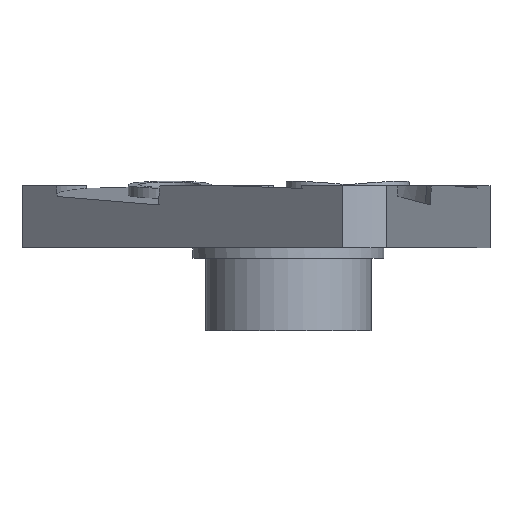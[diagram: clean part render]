
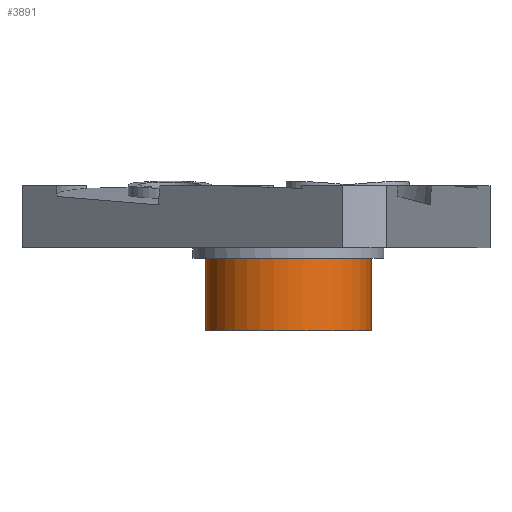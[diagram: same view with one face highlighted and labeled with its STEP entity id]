
A CAD part, left-side view. The second image highlights one B-rep face of the part: STEP entity #3891.
In plain terms, the highlighted cylindrical face has radius 4 mm (diameter 8 mm), a full revolution.
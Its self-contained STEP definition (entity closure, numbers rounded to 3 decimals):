
#1675 = PLANE('',#1676);
#1676 = AXIS2_PLACEMENT_3D('',#1677,#1678,#1679);
#1677 = CARTESIAN_POINT('',(0.,0.,-0.5));
#1678 = DIRECTION('',(0.,0.,1.));
#1679 = DIRECTION('',(1.,0.,0.));
#3269 = EDGE_CURVE('',#3270,#3270,#3272,.T.);
#3270 = VERTEX_POINT('',#3271);
#3271 = CARTESIAN_POINT('',(-4.,0.,-0.5));
#3272 = SURFACE_CURVE('',#3273,(#3278,#3289),.PCURVE_S1.);
#3273 = CIRCLE('',#3274,4.);
#3274 = AXIS2_PLACEMENT_3D('',#3275,#3276,#3277);
#3275 = CARTESIAN_POINT('',(0.,0.,-0.5));
#3276 = DIRECTION('',(0.,0.,-1.));
#3277 = DIRECTION('',(-1.,0.,0.));
#3278 = PCURVE('',#1675,#3279);
#3279 = DEFINITIONAL_REPRESENTATION('',(#3280),#3288);
#3280 = ( BOUNDED_CURVE() B_SPLINE_CURVE(2,(#3281,#3282,#3283,#3284,
#3285,#3286,#3287),.UNSPECIFIED.,.T.,.F.) B_SPLINE_CURVE_WITH_KNOTS((1,2
    ,2,2,2,1),(-2.094,0.,2.094,4.189,
6.283,8.378),.UNSPECIFIED.) CURVE() 
GEOMETRIC_REPRESENTATION_ITEM() RATIONAL_B_SPLINE_CURVE((1.,0.5,1.,0.5,
1.,0.5,1.)) REPRESENTATION_ITEM('') );
#3281 = CARTESIAN_POINT('',(-4.,0.));
#3282 = CARTESIAN_POINT('',(-4.,6.928));
#3283 = CARTESIAN_POINT('',(2.,3.464));
#3284 = CARTESIAN_POINT('',(8.,0.));
#3285 = CARTESIAN_POINT('',(2.,-3.464));
#3286 = CARTESIAN_POINT('',(-4.,-6.928));
#3287 = CARTESIAN_POINT('',(-4.,0.));
#3288 = ( GEOMETRIC_REPRESENTATION_CONTEXT(2) 
PARAMETRIC_REPRESENTATION_CONTEXT() REPRESENTATION_CONTEXT('2D SPACE',''
  ) );
#3289 = PCURVE('',#3290,#3295);
#3290 = CYLINDRICAL_SURFACE('',#3291,4.);
#3291 = AXIS2_PLACEMENT_3D('',#3292,#3293,#3294);
#3292 = CARTESIAN_POINT('',(0.,0.,-0.5));
#3293 = DIRECTION('',(0.,0.,1.));
#3294 = DIRECTION('',(-1.,0.,0.));
#3295 = DEFINITIONAL_REPRESENTATION('',(#3296),#3300);
#3296 = LINE('',#3297,#3298);
#3297 = CARTESIAN_POINT('',(-0.,0.));
#3298 = VECTOR('',#3299,1.);
#3299 = DIRECTION('',(-1.,0.));
#3300 = ( GEOMETRIC_REPRESENTATION_CONTEXT(2) 
PARAMETRIC_REPRESENTATION_CONTEXT() REPRESENTATION_CONTEXT('2D SPACE',''
  ) );
#3891 = ADVANCED_FACE('',(#3892),#3290,.T.);
#3892 = FACE_BOUND('',#3893,.F.);
#3893 = EDGE_LOOP('',(#3894,#3917,#3948,#3949));
#3894 = ORIENTED_EDGE('',*,*,#3895,.T.);
#3895 = EDGE_CURVE('',#3270,#3896,#3898,.T.);
#3896 = VERTEX_POINT('',#3897);
#3897 = CARTESIAN_POINT('',(-4.,0.,-4.));
#3898 = SEAM_CURVE('',#3899,(#3903,#3910),.PCURVE_S1.);
#3899 = LINE('',#3900,#3901);
#3900 = CARTESIAN_POINT('',(-4.,0.,-0.5));
#3901 = VECTOR('',#3902,1.);
#3902 = DIRECTION('',(0.,0.,-1.));
#3903 = PCURVE('',#3290,#3904);
#3904 = DEFINITIONAL_REPRESENTATION('',(#3905),#3909);
#3905 = LINE('',#3906,#3907);
#3906 = CARTESIAN_POINT('',(-0.,0.));
#3907 = VECTOR('',#3908,1.);
#3908 = DIRECTION('',(-0.,-1.));
#3909 = ( GEOMETRIC_REPRESENTATION_CONTEXT(2) 
PARAMETRIC_REPRESENTATION_CONTEXT() REPRESENTATION_CONTEXT('2D SPACE',''
  ) );
#3910 = PCURVE('',#3290,#3911);
#3911 = DEFINITIONAL_REPRESENTATION('',(#3912),#3916);
#3912 = LINE('',#3913,#3914);
#3913 = CARTESIAN_POINT('',(-6.283,0.));
#3914 = VECTOR('',#3915,1.);
#3915 = DIRECTION('',(-0.,-1.));
#3916 = ( GEOMETRIC_REPRESENTATION_CONTEXT(2) 
PARAMETRIC_REPRESENTATION_CONTEXT() REPRESENTATION_CONTEXT('2D SPACE',''
  ) );
#3917 = ORIENTED_EDGE('',*,*,#3918,.T.);
#3918 = EDGE_CURVE('',#3896,#3896,#3919,.T.);
#3919 = SURFACE_CURVE('',#3920,(#3925,#3932),.PCURVE_S1.);
#3920 = CIRCLE('',#3921,4.);
#3921 = AXIS2_PLACEMENT_3D('',#3922,#3923,#3924);
#3922 = CARTESIAN_POINT('',(0.,0.,-4.));
#3923 = DIRECTION('',(0.,0.,-1.));
#3924 = DIRECTION('',(-1.,0.,0.));
#3925 = PCURVE('',#3290,#3926);
#3926 = DEFINITIONAL_REPRESENTATION('',(#3927),#3931);
#3927 = LINE('',#3928,#3929);
#3928 = CARTESIAN_POINT('',(-0.,-3.5));
#3929 = VECTOR('',#3930,1.);
#3930 = DIRECTION('',(-1.,0.));
#3931 = ( GEOMETRIC_REPRESENTATION_CONTEXT(2) 
PARAMETRIC_REPRESENTATION_CONTEXT() REPRESENTATION_CONTEXT('2D SPACE',''
  ) );
#3932 = PCURVE('',#3933,#3938);
#3933 = PLANE('',#3934);
#3934 = AXIS2_PLACEMENT_3D('',#3935,#3936,#3937);
#3935 = CARTESIAN_POINT('',(0.,0.,-4.));
#3936 = DIRECTION('',(0.,0.,1.));
#3937 = DIRECTION('',(1.,0.,0.));
#3938 = DEFINITIONAL_REPRESENTATION('',(#3939),#3947);
#3939 = ( BOUNDED_CURVE() B_SPLINE_CURVE(2,(#3940,#3941,#3942,#3943,
#3944,#3945,#3946),.UNSPECIFIED.,.T.,.F.) B_SPLINE_CURVE_WITH_KNOTS((1,2
    ,2,2,2,1),(-2.094,0.,2.094,4.189,
6.283,8.378),.UNSPECIFIED.) CURVE() 
GEOMETRIC_REPRESENTATION_ITEM() RATIONAL_B_SPLINE_CURVE((1.,0.5,1.,0.5,
1.,0.5,1.)) REPRESENTATION_ITEM('') );
#3940 = CARTESIAN_POINT('',(-4.,0.));
#3941 = CARTESIAN_POINT('',(-4.,6.928));
#3942 = CARTESIAN_POINT('',(2.,3.464));
#3943 = CARTESIAN_POINT('',(8.,0.));
#3944 = CARTESIAN_POINT('',(2.,-3.464));
#3945 = CARTESIAN_POINT('',(-4.,-6.928));
#3946 = CARTESIAN_POINT('',(-4.,0.));
#3947 = ( GEOMETRIC_REPRESENTATION_CONTEXT(2) 
PARAMETRIC_REPRESENTATION_CONTEXT() REPRESENTATION_CONTEXT('2D SPACE',''
  ) );
#3948 = ORIENTED_EDGE('',*,*,#3895,.F.);
#3949 = ORIENTED_EDGE('',*,*,#3269,.F.);
